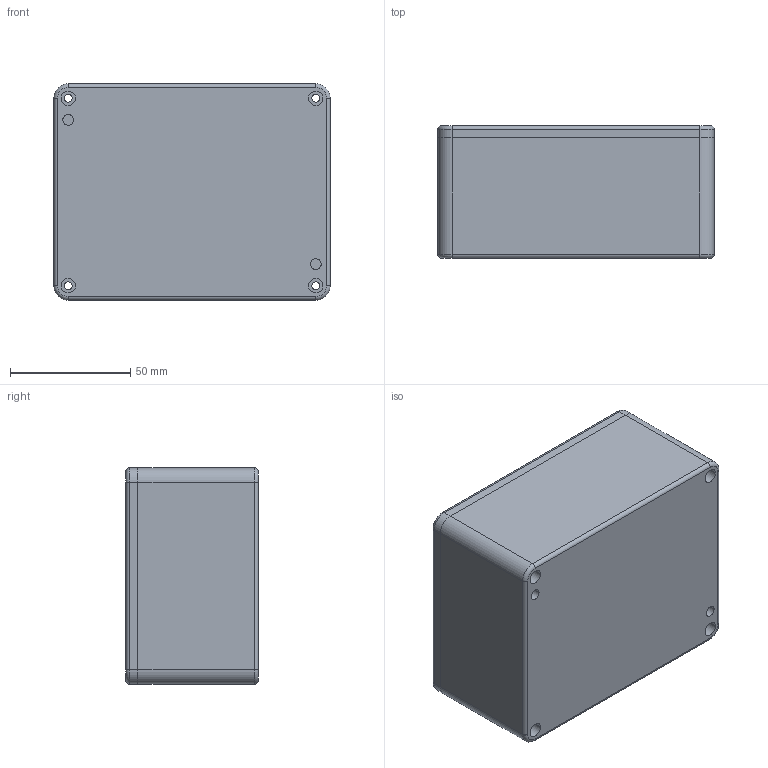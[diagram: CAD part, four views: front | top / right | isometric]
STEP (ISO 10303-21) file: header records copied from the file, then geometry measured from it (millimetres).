
FILE_DESCRIPTION(('STEP AP242'),'1');
FILE_NAME('enclosure_rnd_455-00370.stp','2019-10-28T21:46:38',('TraceParts'),('TraceParts S.A.'),'Spatial InterOp 3D',' ',' ');
FILE_SCHEMA(('AP242_MANAGED_MODEL_BASED_3D_ENGINEERING_MIM_LF {1 0 10303 442 1 1 4}'));
Length unit declared in the file: millimetre
Products named in the file (1): enclosure_rnd_455-00370_1
Bounding box: 115 x 55 x 90 mm (x, y, z)
Volume: 134461.6 mm3; surface area: 87670.7 mm2
Topology: 2 solids, 2 shells, 162 faces, 396 edges, 256 vertices
Faces by surface type: cylinder 80, plane 66, cone 8, torus 8
Entity records: 6162 total; most frequent: DIRECTION 902, CARTESIAN_POINT 816, ORIENTED_EDGE 792, EDGE_CURVE 396, AXIS2_PLACEMENT_3D 342, VERTEX_POINT 256, LINE 218, VECTOR 218
